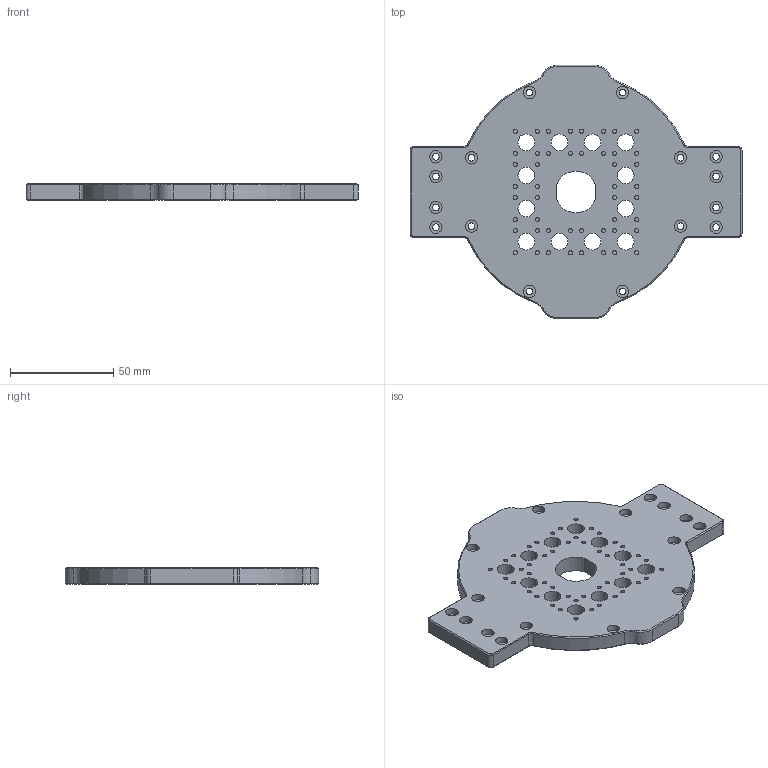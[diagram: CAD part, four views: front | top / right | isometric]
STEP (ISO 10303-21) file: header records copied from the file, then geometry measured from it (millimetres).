
FILE_DESCRIPTION (( 'STEP AP214' ), '1' );
FILE_NAME ('Rear_Cabin_Hatch.STEP', '2026-01-31T07:40:57', ( '' ), ( '' ), 'SwSTEP 2.0', 'SolidWorks 2024', '' );
FILE_SCHEMA (( 'AUTOMOTIVE_DESIGN' ));
Length unit declared in the file: millimetre
Products named in the file (1): Rear_Cabin_Hatch
Bounding box: 160.4 x 122.4 x 8 mm (x, y, z)
Volume: 91468.3 mm3; surface area: 32693.9 mm2
Topology: 1 solids, 1 shells, 338 faces, 760 edges, 488 vertices
Faces by surface type: cylinder 206, plane 92, cone 40
Entity records: 9727 total; most frequent: DIRECTION 1890, CARTESIAN_POINT 1587, ORIENTED_EDGE 1520, AXIS2_PLACEMENT_3D 791, EDGE_CURVE 760, VERTEX_POINT 488, EDGE_LOOP 460, CIRCLE 452
